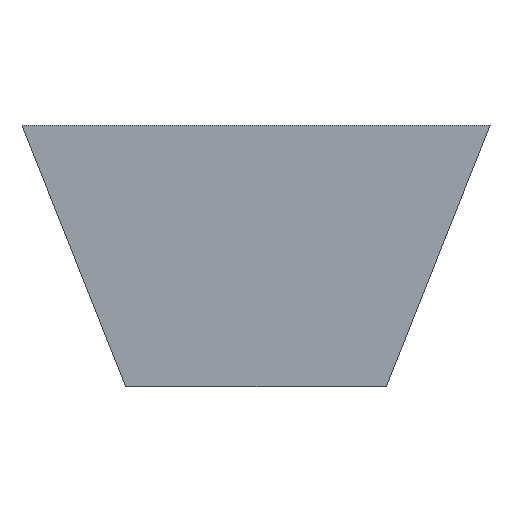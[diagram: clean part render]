
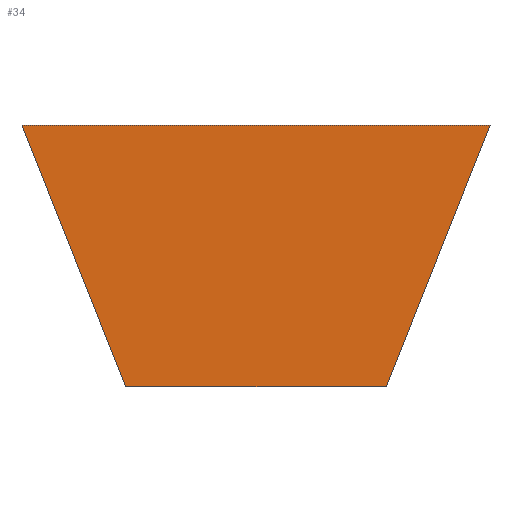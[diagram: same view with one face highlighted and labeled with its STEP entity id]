
A CAD part, top view. The second image highlights one B-rep face of the part: STEP entity #34.
In plain terms, the highlighted planar face has unit normal (0, 0, 1).
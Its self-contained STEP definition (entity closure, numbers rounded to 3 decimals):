
#12 = VECTOR ( 'NONE', #131, 1000. ) ;
#22 = VERTEX_POINT ( 'NONE', #149 ) ;
#34 = ADVANCED_FACE ( 'NONE', ( #192 ), #201, .F. ) ;
#35 = VECTOR ( 'NONE', #170, 1000. ) ;
#37 = VERTEX_POINT ( 'NONE', #62 ) ;
#45 = AXIS2_PLACEMENT_3D ( 'NONE', #144, #190, #187 ) ;
#48 = CARTESIAN_POINT ( 'NONE',  ( 152.4, 0., 1.6 ) ) ;
#62 = CARTESIAN_POINT ( 'NONE',  ( 273.488, 305.906, 1.6 ) ) ;
#73 = ORIENTED_EDGE ( 'NONE', *, *, #148, .F. ) ;
#75 = ORIENTED_EDGE ( 'NONE', *, *, #209, .F. ) ;
#80 = VECTOR ( 'NONE', #181, 1000. ) ;
#90 = EDGE_LOOP ( 'NONE', ( #75, #108, #73, #94 ) ) ;
#93 = LINE ( 'NONE', #129, #80 ) ;
#94 = ORIENTED_EDGE ( 'NONE', *, *, #173, .F. ) ;
#100 = LINE ( 'NONE', #219, #12 ) ;
#103 = CARTESIAN_POINT ( 'NONE',  ( 273.488, 305.906, 1.6 ) ) ;
#108 = ORIENTED_EDGE ( 'NONE', *, *, #212, .F. ) ;
#109 = VECTOR ( 'NONE', #124, 1000. ) ;
#112 = VERTEX_POINT ( 'NONE', #114 ) ;
#114 = CARTESIAN_POINT ( 'NONE',  ( -273.488, 305.906, 1.6 ) ) ;
#124 = DIRECTION ( 'NONE',  ( -1., 0., 0. ) ) ;
#129 = CARTESIAN_POINT ( 'NONE',  ( -152.4, 0., 1.6 ) ) ;
#131 = DIRECTION ( 'NONE',  ( 1., 0., 0. ) ) ;
#144 = CARTESIAN_POINT ( 'NONE',  ( 0., 0., 1.6 ) ) ;
#145 = LINE ( 'NONE', #48, #109 ) ;
#146 = CARTESIAN_POINT ( 'NONE',  ( 152.4, 0., 1.6 ) ) ;
#148 = EDGE_CURVE ( 'NONE', #37, #168, #185, .T. ) ;
#149 = CARTESIAN_POINT ( 'NONE',  ( -152.4, 0., 1.6 ) ) ;
#168 = VERTEX_POINT ( 'NONE', #146 ) ;
#170 = DIRECTION ( 'NONE',  ( -0.368, -0.93, 0. ) ) ;
#173 = EDGE_CURVE ( 'NONE', #112, #37, #100, .T. ) ;
#181 = DIRECTION ( 'NONE',  ( -0.368, 0.93, 0. ) ) ;
#185 = LINE ( 'NONE', #103, #35 ) ;
#187 = DIRECTION ( 'NONE',  ( -1., 0., 0. ) ) ;
#190 = DIRECTION ( 'NONE',  ( 0., 0., -1. ) ) ;
#192 = FACE_OUTER_BOUND ( 'NONE', #90, .T. ) ;
#201 = PLANE ( 'NONE',  #45 ) ;
#209 = EDGE_CURVE ( 'NONE', #22, #112, #93, .T. ) ;
#212 = EDGE_CURVE ( 'NONE', #168, #22, #145, .T. ) ;
#219 = CARTESIAN_POINT ( 'NONE',  ( -273.488, 305.906, 1.6 ) ) ;
